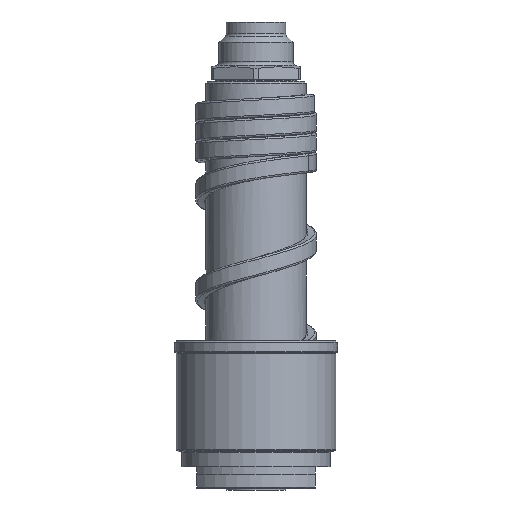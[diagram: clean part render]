
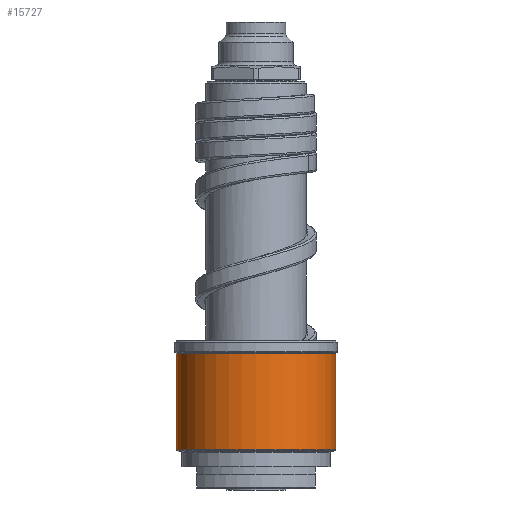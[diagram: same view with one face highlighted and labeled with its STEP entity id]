
A CAD part, front view. The second image highlights one B-rep face of the part: STEP entity #15727.
In plain terms, the highlighted cylindrical face has radius 21.5 mm (diameter 43 mm), a partial arc.
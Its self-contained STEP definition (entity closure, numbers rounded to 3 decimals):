
#5981=CARTESIAN_POINT('',(0.,0.,10.583));
#5982=DIRECTION('',(0.,0.,1.));
#5983=DIRECTION('',(-1.,0.,0.));
#5984=AXIS2_PLACEMENT_3D('',#5981,#5982,#5983);
#5986=DIRECTION('',(0.,0.,-1.));
#5987=VECTOR('',#5986,25.834);
#5988=CARTESIAN_POINT('',(-21.5,0.,36.417));
#5989=LINE('',#5988,#5987);
#5990=CARTESIAN_POINT('',(0.,0.,36.417));
#5991=DIRECTION('',(0.,0.,1.));
#5992=DIRECTION('',(-1.,0.,0.));
#5993=AXIS2_PLACEMENT_3D('',#5990,#5991,#5992);
#5995=DIRECTION('',(0.,0.,-1.));
#5996=VECTOR('',#5995,25.834);
#5997=CARTESIAN_POINT('',(21.5,0.,36.417));
#5998=LINE('',#5997,#5996);
#6339=CARTESIAN_POINT('',(21.5,0.,36.417));
#6340=CARTESIAN_POINT('',(-21.5,0.,36.417));
#6341=VERTEX_POINT('',#6339);
#6342=VERTEX_POINT('',#6340);
#6365=CARTESIAN_POINT('',(21.5,0.,10.583));
#6366=VERTEX_POINT('',#6365);
#6367=CARTESIAN_POINT('',(-21.5,0.,10.583));
#6368=VERTEX_POINT('',#6367);
#15715=CARTESIAN_POINT('',(0.,0.,8.5));
#15716=DIRECTION('',(0.,0.,1.));
#15717=DIRECTION('',(-1.,0.,0.));
#15718=AXIS2_PLACEMENT_3D('',#15715,#15716,#15717);
#15719=CYLINDRICAL_SURFACE('',#15718,21.5);
#15720=ORIENTED_EDGE('',*,*,#13694,.F.);
#15721=ORIENTED_EDGE('',*,*,#13675,.F.);
#15723=ORIENTED_EDGE('',*,*,#15722,.T.);
#15724=ORIENTED_EDGE('',*,*,#13671,.T.);
#15725=EDGE_LOOP('',(#15720,#15721,#15723,#15724));
#15726=FACE_OUTER_BOUND('',#15725,.F.);
#5985=CIRCLE('',#5984,21.5);
#5994=CIRCLE('',#5993,21.5);
#13671=EDGE_CURVE('',#6341,#6366,#5998,.T.);
#13675=EDGE_CURVE('',#6342,#6368,#5989,.T.);
#13694=EDGE_CURVE('',#6368,#6366,#5985,.T.);
#15722=EDGE_CURVE('',#6342,#6341,#5994,.T.);
#15727=ADVANCED_FACE('',(#15726),#15719,.T.);
